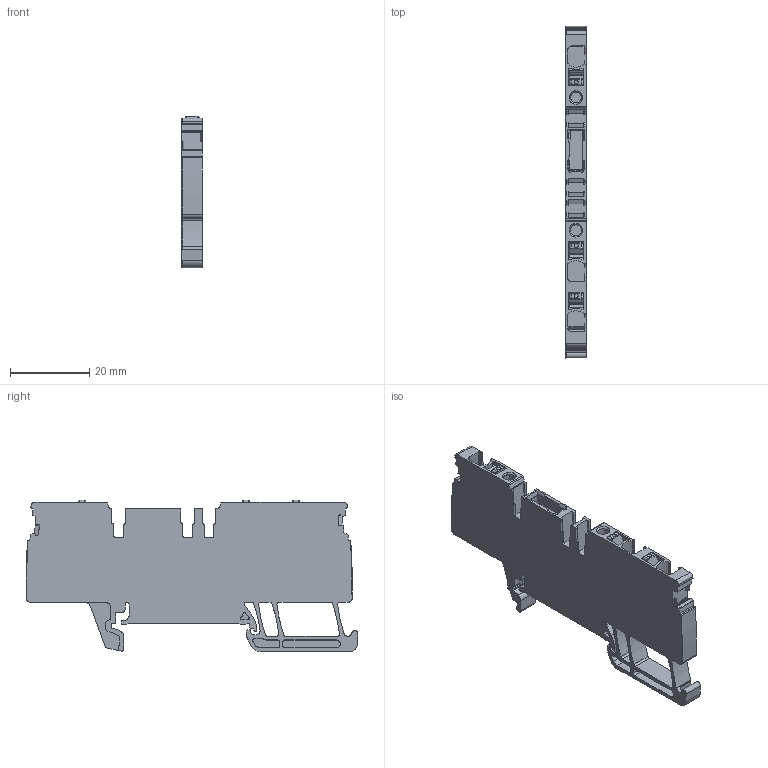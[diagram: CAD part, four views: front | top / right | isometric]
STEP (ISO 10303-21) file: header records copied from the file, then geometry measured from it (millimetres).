
FILE_DESCRIPTION(('CATIA V5 STEP Exchange','CAx-IF Rec.Pracs.--- Model Styling and Organization---1.5--- 2016-08-15','CAx-IF Rec.Pracs.---Supplemental Geometry---1.0---2011-11-01','CAx-IF Rec.Pracs.--- Composite Materials ---1.1---2010-07-15'),'2;1');
FILE_NAME ('D1614438_0', '2024-10-22T09:33:29+00:00', ('none'), ('Weidmueller'), 'CATIA Version 5-6 Release 2022 SP4 HF5', 'CATIA V5 STEP AP214 v3', 'none');
FILE_SCHEMA(('AUTOMOTIVE_DESIGN { 1 0 10303 214 1 1 1 1 }'));
Length unit declared in the file: millimetre
Products named in the file (1): 2983280000
Bounding box: 5.1 x 83.54 x 38.1 mm (x, y, z)
Volume: 10559.7 mm3; surface area: 7744.7 mm2
Topology: 1 solids, 1 shells, 893 faces, 2469 edges, 1590 vertices
Faces by surface type: cylinder 346, plane 322, extrusion 146, bspline 30, torus 27, cone 20, sphere 2
Entity records: 31234 total; most frequent: CARTESIAN_POINT 9545, ORIENTED_EDGE 4934, DIRECTION 3472, EDGE_CURVE 2467, VECTOR 1630, VERTEX_POINT 1590, LINE 1484, AXIS2_PLACEMENT_3D 1211
